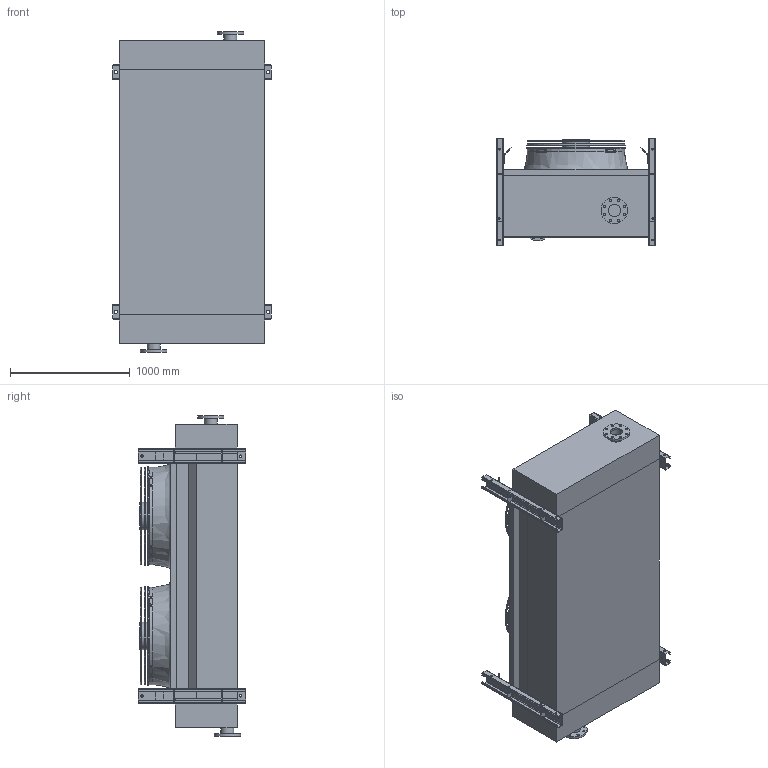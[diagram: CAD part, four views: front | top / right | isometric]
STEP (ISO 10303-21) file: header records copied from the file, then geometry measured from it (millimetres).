
FILE_DESCRIPTION (( 'STEP AP203' ), '1' );
FILE_NAME ('BOS_02C_V_OS.STEP', '2017-03-30T07:18:54', ( 'Alfa Laval' ), ( 'Alfa Laval' ), 'SwSTEP 2.0', 'SolidWorks 2016', '' );
FILE_SCHEMA (( 'CONFIG_CONTROL_DESIGN' ));
Length unit declared in the file: millimetre
Products named in the file (4): BO_HV_LIGHT_BOCF_30T_C_2M_OS; BOFE_HV_LIGHT_BOS2C; BOFA_LIGHT_�800; BOS_02C_V_OS
Assembly tree (4 placements, depth 2):
  BOS_02C_V_OS
    BO_HV_LIGHT_BOCF_30T_C_2M_OS
    BOFE_HV_LIGHT_BOS2C
    BOFA_LIGHT_�800  x2
Bounding box: 1326 x 893 x 2670 mm (x, y, z)
Volume: 1855618283.6 mm3; surface area: 18685248.4 mm2
Topology: 45 solids, 47 shells, 698 faces, 1748 edges, 1162 vertices
Faces by surface type: plane 336, cylinder 242, torus 106, cone 12, bspline 2
Full cylindrical faces by diameter (mm): 14 x24, 18 x16, 20 x8, 28 x12, 103 x2, 108 x2, 220 x2, 228 x2, 236 x2, 262.56 x2, 276 x2, 308 x2, 328 x2, 405 x2, 425 x2, 502 x2, 522 x2, 599 x2, 619 x2, 696 x2, 716 x2, 793 x2, 812 x2
Entity records: 17896 total; most frequent: CARTESIAN_POINT 4807, DIRECTION 2701, ORIENTED_EDGE 2398, EDGE_CURVE 1199, AXIS2_PLACEMENT_3D 1034, VERTEX_POINT 843, EDGE_LOOP 782, VECTOR 633
